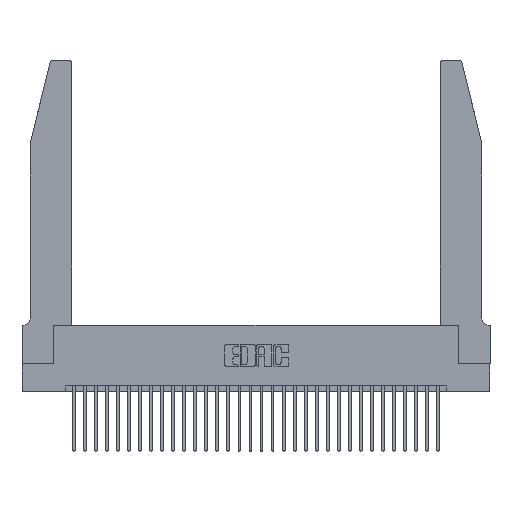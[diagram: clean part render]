
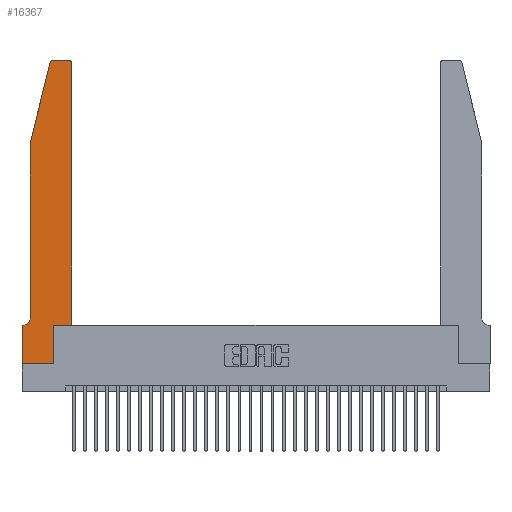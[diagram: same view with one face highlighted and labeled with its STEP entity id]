
A CAD part, top view. The second image highlights one B-rep face of the part: STEP entity #16367.
In plain terms, the highlighted planar face has unit normal (0, 0, 1).
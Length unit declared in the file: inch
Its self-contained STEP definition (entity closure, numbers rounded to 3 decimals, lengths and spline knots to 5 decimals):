
#97 = EDGE_CURVE ( 'NONE', #9765, #21704, #10150, .T. ) ;
#305 = LINE ( 'NONE', #25281, #12224 ) ;
#502 = DIRECTION ( 'NONE',  ( 0., -1., 0. ) ) ;
#743 = LINE ( 'NONE', #10711, #13441 ) ;
#2247 = VERTEX_POINT ( 'NONE', #11774 ) ;
#2635 = EDGE_CURVE ( 'NONE', #15209, #31408, #18627, .T. ) ;
#2938 = CARTESIAN_POINT ( 'NONE',  ( 0.0755, 0.35, 0.37 ) ) ;
#3155 = ORIENTED_EDGE ( 'NONE', *, *, #97, .T. ) ;
#3257 = CARTESIAN_POINT ( 'NONE',  ( 0., 0., 0.37 ) ) ;
#3453 = EDGE_CURVE ( 'NONE', #21704, #9376, #743, .T. ) ;
#4059 = LINE ( 'NONE', #25607, #8443 ) ;
#4453 = PLANE ( 'NONE',  #21421 ) ;
#4664 = DIRECTION ( 'NONE',  ( 0., 0., 1. ) ) ;
#5078 = CARTESIAN_POINT ( 'NONE',  ( 0.0755, 2., 0.37 ) ) ;
#5199 = VECTOR ( 'NONE', #18662, 39.37008 ) ;
#6006 = DIRECTION ( 'NONE',  ( 0., 0., 1. ) ) ;
#6473 = DIRECTION ( 'NONE',  ( 0., 0., -1. ) ) ;
#6596 = EDGE_CURVE ( 'NONE', #6969, #15209, #21650, .T. ) ;
#6817 = LINE ( 'NONE', #3257, #12718 ) ;
#6848 = ORIENTED_EDGE ( 'NONE', *, *, #20372, .T. ) ;
#6969 = VERTEX_POINT ( 'NONE', #22237 ) ;
#7705 = FACE_OUTER_BOUND ( 'NONE', #31463, .T. ) ;
#7725 = CARTESIAN_POINT ( 'NONE',  ( 0.4505, 2.72, 0.37 ) ) ;
#8064 = VERTEX_POINT ( 'NONE', #8877 ) ;
#8443 = VECTOR ( 'NONE', #502, 39.37008 ) ;
#8831 = CARTESIAN_POINT ( 'NONE',  ( 0.284, 2.75, 0.37 ) ) ;
#8877 = CARTESIAN_POINT ( 'NONE',  ( 0.0755, 2., 0.37 ) ) ;
#9376 = VERTEX_POINT ( 'NONE', #8831 ) ;
#9765 = VERTEX_POINT ( 'NONE', #7725 ) ;
#9970 = ORIENTED_EDGE ( 'NONE', *, *, #18237, .T. ) ;
#10150 = CIRCLE ( 'NONE', #26204, 0.03 ) ;
#10571 = VERTEX_POINT ( 'NONE', #30747 ) ;
#10696 = CARTESIAN_POINT ( 'NONE',  ( 0.4505, 0.35, 0.37 ) ) ;
#10711 = CARTESIAN_POINT ( 'NONE',  ( 0.2605, 2.75, 0.37 ) ) ;
#11092 = CARTESIAN_POINT ( 'NONE',  ( 0.284, 2.72, 0.37 ) ) ;
#11157 = CARTESIAN_POINT ( 'NONE',  ( 0.25487, 2.72718, 0.37 ) ) ;
#11212 = CARTESIAN_POINT ( 'NONE',  ( 0.0755, 0.42, 0.37 ) ) ;
#11765 = VECTOR ( 'NONE', #13200, 39.37008 ) ;
#11774 = CARTESIAN_POINT ( 'NONE',  ( 0.2865, 0.35, 0.37 ) ) ;
#12083 = CIRCLE ( 'NONE', #15768, 0.03 ) ;
#12224 = VECTOR ( 'NONE', #12814, 39.37008 ) ;
#12718 = VECTOR ( 'NONE', #23427, 39.37008 ) ;
#12814 = DIRECTION ( 'NONE',  ( 0., 1., 0. ) ) ;
#13200 = DIRECTION ( 'NONE',  ( 1., 0., 0. ) ) ;
#13441 = VECTOR ( 'NONE', #28193, 39.37008 ) ;
#13595 = DIRECTION ( 'NONE',  ( 1., 0., 0. ) ) ;
#13700 = ORIENTED_EDGE ( 'NONE', *, *, #18455, .T. ) ;
#15209 = VERTEX_POINT ( 'NONE', #17115 ) ;
#15538 = VERTEX_POINT ( 'NONE', #11157 ) ;
#15768 = AXIS2_PLACEMENT_3D ( 'NONE', #11092, #28567, #13595 ) ;
#15877 = ORIENTED_EDGE ( 'NONE', *, *, #2635, .T. ) ;
#16135 = CARTESIAN_POINT ( 'NONE',  ( 0., 0., 0.37 ) ) ;
#16367 = ADVANCED_FACE ( 'NONE', ( #7705 ), #4453, .T. ) ;
#16749 = EDGE_CURVE ( 'NONE', #9376, #15538, #12083, .T. ) ;
#17115 = CARTESIAN_POINT ( 'NONE',  ( 0., 0.35, 0.37 ) ) ;
#17321 = CARTESIAN_POINT ( 'NONE',  ( 0.2865, 0.35, 0.37 ) ) ;
#18075 = LINE ( 'NONE', #17321, #23899 ) ;
#18237 = EDGE_CURVE ( 'NONE', #10571, #2247, #18075, .T. ) ;
#18265 = CARTESIAN_POINT ( 'NONE',  ( 0.4505, 0.35, 0.37 ) ) ;
#18436 = LINE ( 'NONE', #10696, #11765 ) ;
#18455 = EDGE_CURVE ( 'NONE', #2247, #28704, #18436, .T. ) ;
#18627 = LINE ( 'NONE', #16135, #5199 ) ;
#18662 = DIRECTION ( 'NONE',  ( 0., -1., 0. ) ) ;
#20269 = CARTESIAN_POINT ( 'NONE',  ( 0., 0., 0.37 ) ) ;
#20372 = EDGE_CURVE ( 'NONE', #24626, #6969, #24937, .T. ) ;
#20473 = LINE ( 'NONE', #5078, #27075 ) ;
#20539 = ORIENTED_EDGE ( 'NONE', *, *, #6596, .T. ) ;
#21078 = CARTESIAN_POINT ( 'NONE',  ( 0.4205, 2.72, 0.37 ) ) ;
#21416 = EDGE_CURVE ( 'NONE', #31408, #10571, #6817, .T. ) ;
#21421 = AXIS2_PLACEMENT_3D ( 'NONE', #29676, #4664, #22283 ) ;
#21521 = CARTESIAN_POINT ( 'NONE',  ( 0.0055, 0.42, 0.37 ) ) ;
#21650 = LINE ( 'NONE', #2938, #27482 ) ;
#21704 = VERTEX_POINT ( 'NONE', #22007 ) ;
#22007 = CARTESIAN_POINT ( 'NONE',  ( 0.4205, 2.75, 0.37 ) ) ;
#22237 = CARTESIAN_POINT ( 'NONE',  ( 0.0055, 0.35, 0.37 ) ) ;
#22283 = DIRECTION ( 'NONE',  ( 1., 0., 0. ) ) ;
#22695 = DIRECTION ( 'NONE',  ( -0.239, -0.971, 0. ) ) ;
#22717 = ORIENTED_EDGE ( 'NONE', *, *, #21416, .T. ) ;
#23054 = EDGE_CURVE ( 'NONE', #15538, #8064, #20473, .T. ) ;
#23106 = EDGE_CURVE ( 'NONE', #28704, #9765, #305, .T. ) ;
#23119 = DIRECTION ( 'NONE',  ( -1., 0., 0. ) ) ;
#23427 = DIRECTION ( 'NONE',  ( 1., 0., 0. ) ) ;
#23496 = ORIENTED_EDGE ( 'NONE', *, *, #23054, .T. ) ;
#23591 = DIRECTION ( 'NONE',  ( 1., 0., 0. ) ) ;
#23899 = VECTOR ( 'NONE', #27208, 39.37008 ) ;
#24026 = DIRECTION ( 'NONE',  ( -1., 0., 0. ) ) ;
#24626 = VERTEX_POINT ( 'NONE', #11212 ) ;
#24937 = CIRCLE ( 'NONE', #29622, 0.07 ) ;
#25281 = CARTESIAN_POINT ( 'NONE',  ( 0.4505, 0.35, 0.37 ) ) ;
#25607 = CARTESIAN_POINT ( 'NONE',  ( 0.0755, 2., 0.37 ) ) ;
#26204 = AXIS2_PLACEMENT_3D ( 'NONE', #21078, #6006, #23591 ) ;
#27075 = VECTOR ( 'NONE', #22695, 39.37008 ) ;
#27208 = DIRECTION ( 'NONE',  ( 0., 1., 0. ) ) ;
#27482 = VECTOR ( 'NONE', #23119, 39.37008 ) ;
#28193 = DIRECTION ( 'NONE',  ( -1., 0., 0. ) ) ;
#28567 = DIRECTION ( 'NONE',  ( 0., 0., 1. ) ) ;
#28704 = VERTEX_POINT ( 'NONE', #18265 ) ;
#29622 = AXIS2_PLACEMENT_3D ( 'NONE', #21521, #6473, #24026 ) ;
#29676 = CARTESIAN_POINT ( 'NONE',  ( 0., 0.35, 0.37 ) ) ;
#30673 = ORIENTED_EDGE ( 'NONE', *, *, #3453, .T. ) ;
#30747 = CARTESIAN_POINT ( 'NONE',  ( 0.2865, 0., 0.37 ) ) ;
#31007 = EDGE_CURVE ( 'NONE', #8064, #24626, #4059, .T. ) ;
#31273 = ORIENTED_EDGE ( 'NONE', *, *, #23106, .T. ) ;
#31408 = VERTEX_POINT ( 'NONE', #20269 ) ;
#31463 = EDGE_LOOP ( 'NONE', ( #30673, #32387, #23496, #31622, #6848, #20539, #15877, #22717, #9970, #13700, #31273, #3155 ) ) ;
#31622 = ORIENTED_EDGE ( 'NONE', *, *, #31007, .T. ) ;
#32387 = ORIENTED_EDGE ( 'NONE', *, *, #16749, .T. ) ;
